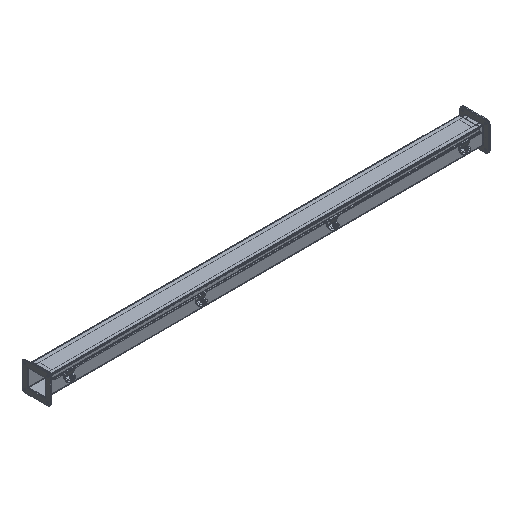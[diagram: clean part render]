
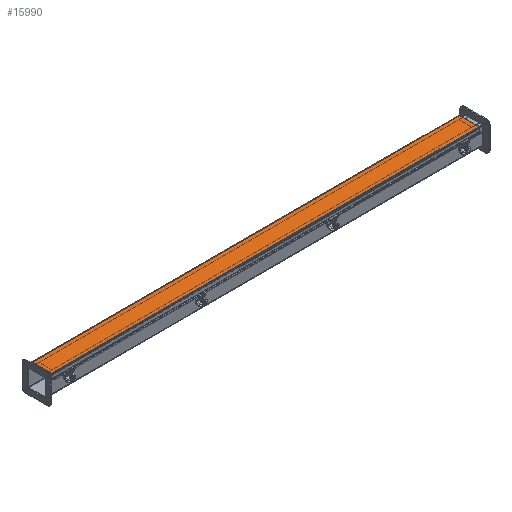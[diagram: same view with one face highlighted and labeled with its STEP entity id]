
A CAD part, isometric view. The second image highlights one B-rep face of the part: STEP entity #15990.
In plain terms, the highlighted planar face has unit normal (0, 0, 1).
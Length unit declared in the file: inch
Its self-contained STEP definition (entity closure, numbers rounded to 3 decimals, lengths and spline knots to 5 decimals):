
#164 = AXIS2_PLACEMENT_3D ( 'NONE', #14303, #12613, #16228 ) ;
#209 = CARTESIAN_POINT ( 'NONE',  ( -29.234, -1.3305, 2.672 ) ) ;
#561 = CARTESIAN_POINT ( 'NONE',  ( -29.234, -1.3305, 2.672 ) ) ;
#922 = VERTEX_POINT ( 'NONE', #18099 ) ;
#2340 = EDGE_CURVE ( 'NONE', #2886, #922, #20634, .T. ) ;
#2593 = FACE_OUTER_BOUND ( 'NONE', #3585, .T. ) ;
#2710 = CARTESIAN_POINT ( 'NONE',  ( -29.234, 1.3285, 2.672 ) ) ;
#2886 = VERTEX_POINT ( 'NONE', #19530 ) ;
#3459 = ORIENTED_EDGE ( 'NONE', *, *, #17653, .T. ) ;
#3585 = EDGE_LOOP ( 'NONE', ( #3459, #5657, #21381, #11263 ) ) ;
#5543 = CARTESIAN_POINT ( 'NONE',  ( 29.234, -1.4385, 2.672 ) ) ;
#5657 = ORIENTED_EDGE ( 'NONE', *, *, #17229, .T. ) ;
#5947 = DIRECTION ( 'NONE',  ( -1., 0., 0. ) ) ;
#7443 = EDGE_CURVE ( 'NONE', #922, #15993, #7839, .T. ) ;
#7493 = PLANE ( 'NONE',  #164 ) ;
#7839 = LINE ( 'NONE', #2710, #8861 ) ;
#8861 = VECTOR ( 'NONE', #5947, 39.37008 ) ;
#9387 = CARTESIAN_POINT ( 'NONE',  ( -29.234, 1.3285, 2.672 ) ) ;
#11263 = ORIENTED_EDGE ( 'NONE', *, *, #7443, .T. ) ;
#11971 = VECTOR ( 'NONE', #12328, 39.37008 ) ;
#12328 = DIRECTION ( 'NONE',  ( 0., 1., 0. ) ) ;
#12613 = DIRECTION ( 'NONE',  ( 0., 0., 1. ) ) ;
#14157 = CARTESIAN_POINT ( 'NONE',  ( -29.234, -1.4385, 2.672 ) ) ;
#14291 = LINE ( 'NONE', #561, #19087 ) ;
#14303 = CARTESIAN_POINT ( 'NONE',  ( -29.234, -1.4385, 2.672 ) ) ;
#14428 = VERTEX_POINT ( 'NONE', #209 ) ;
#15749 = LINE ( 'NONE', #14157, #21225 ) ;
#15990 = ADVANCED_FACE ( 'NONE', ( #2593 ), #7493, .T. ) ;
#15993 = VERTEX_POINT ( 'NONE', #9387 ) ;
#16228 = DIRECTION ( 'NONE',  ( 1., 0., 0. ) ) ;
#17229 = EDGE_CURVE ( 'NONE', #14428, #2886, #14291, .T. ) ;
#17653 = EDGE_CURVE ( 'NONE', #15993, #14428, #15749, .T. ) ;
#18099 = CARTESIAN_POINT ( 'NONE',  ( 29.234, 1.3285, 2.672 ) ) ;
#19087 = VECTOR ( 'NONE', #19671, 39.37008 ) ;
#19530 = CARTESIAN_POINT ( 'NONE',  ( 29.234, -1.3305, 2.672 ) ) ;
#19532 = DIRECTION ( 'NONE',  ( 0., -1., 0. ) ) ;
#19671 = DIRECTION ( 'NONE',  ( 1., 0., 0. ) ) ;
#20634 = LINE ( 'NONE', #5543, #11971 ) ;
#21225 = VECTOR ( 'NONE', #19532, 39.37008 ) ;
#21381 = ORIENTED_EDGE ( 'NONE', *, *, #2340, .T. ) ;
